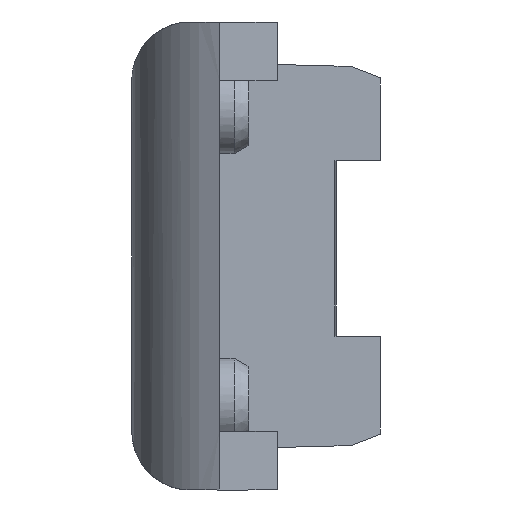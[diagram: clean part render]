
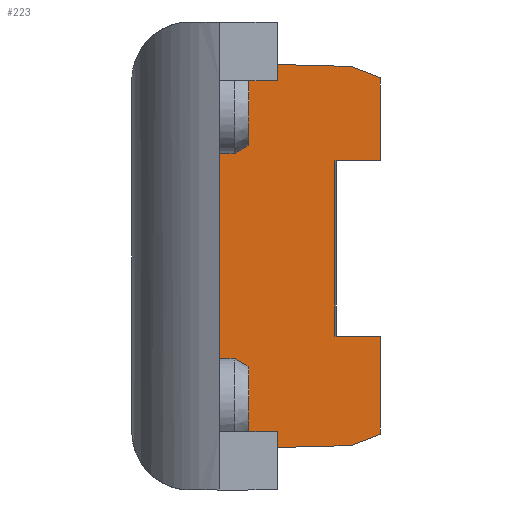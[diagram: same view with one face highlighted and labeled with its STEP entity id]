
A CAD part, left-side view. The second image highlights one B-rep face of the part: STEP entity #223.
In plain terms, the highlighted planar face has unit normal (-1, -0.026, 0).
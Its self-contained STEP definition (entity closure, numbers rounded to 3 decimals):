
#4 = LINE ( 'NONE', #639, #1974 ) ;
#28 = DIRECTION ( 'NONE',  ( 0., 0., -1. ) ) ;
#34 = CARTESIAN_POINT ( 'NONE',  ( -0.95, -3.951, 11.262 ) ) ;
#44 = CARTESIAN_POINT ( 'NONE',  ( -0.936, -4.5, 1.519 ) ) ;
#52 = CARTESIAN_POINT ( 'NONE',  ( -1.08, 1., 14. ) ) ;
#77 = CARTESIAN_POINT ( 'NONE',  ( -0.95, -3.951, 5.262 ) ) ;
#84 = CARTESIAN_POINT ( 'NONE',  ( -0.91, -5.5, 11.262 ) ) ;
#145 = LINE ( 'NONE', #1201, #175 ) ;
#175 = VECTOR ( 'NONE', #1325, 1000. ) ;
#223 = ADVANCED_FACE ( 'NONE', ( #634 ), #1642, .T. ) ;
#416 = EDGE_CURVE ( 'NONE', #957, #1028, #648, .T. ) ;
#452 = EDGE_CURVE ( 'NONE', #1909, #1867, #1954, .T. ) ;
#453 = EDGE_CURVE ( 'NONE', #623, #942, #790, .T. ) ;
#462 = EDGE_CURVE ( 'NONE', #942, #1887, #1904, .T. ) ;
#475 = EDGE_CURVE ( 'NONE', #957, #933, #1943, .T. ) ;
#522 = EDGE_CURVE ( 'NONE', #1919, #623, #1898, .T. ) ;
#528 = CARTESIAN_POINT ( 'NONE',  ( -0.95, -3.951, 14.625 ) ) ;
#536 = ORIENTED_EDGE ( 'NONE', *, *, #462, .T. ) ;
#556 = CARTESIAN_POINT ( 'NONE',  ( -1.08, 1., 1.375 ) ) ;
#613 = ORIENTED_EDGE ( 'NONE', *, *, #1039, .T. ) ;
#623 = VERTEX_POINT ( 'NONE', #656 ) ;
#630 = DIRECTION ( 'NONE',  ( -0.026, 0.999, -0.026 ) ) ;
#634 = FACE_OUTER_BOUND ( 'NONE', #1571, .T. ) ;
#639 = CARTESIAN_POINT ( 'NONE',  ( -0.936, -4.5, 1.519 ) ) ;
#648 = LINE ( 'NONE', #1192, #791 ) ;
#656 = CARTESIAN_POINT ( 'NONE',  ( -0.91, -5.5, 1.913 ) ) ;
#680 = ORIENTED_EDGE ( 'NONE', *, *, #1912, .T. ) ;
#728 = DIRECTION ( 'NONE',  ( 0.024, -0.93, 0.366 ) ) ;
#745 = CARTESIAN_POINT ( 'NONE',  ( -0.936, -4.5, 1.519 ) ) ;
#751 = VECTOR ( 'NONE', #899, 1000. ) ;
#776 = CARTESIAN_POINT ( 'NONE',  ( -0.91, -5.5, 14.087 ) ) ;
#790 = LINE ( 'NONE', #889, #1240 ) ;
#791 = VECTOR ( 'NONE', #1166, 1000. ) ;
#813 = DIRECTION ( 'NONE',  ( 0.024, -0.93, -0.366 ) ) ;
#840 = CARTESIAN_POINT ( 'NONE',  ( -0.936, -4.5, 14.481 ) ) ;
#841 = AXIS2_PLACEMENT_3D ( 'NONE', #1648, #1659, #1641 ) ;
#860 = DIRECTION ( 'NONE',  ( -0.026, 1., 0. ) ) ;
#863 = CARTESIAN_POINT ( 'NONE',  ( -0.91, -5.5, 5.262 ) ) ;
#881 = ORIENTED_EDGE ( 'NONE', *, *, #416, .T. ) ;
#882 = DIRECTION ( 'NONE',  ( 0., 0., 1. ) ) ;
#889 = CARTESIAN_POINT ( 'NONE',  ( -0.91, -5.5, 14.625 ) ) ;
#890 = CARTESIAN_POINT ( 'NONE',  ( -0.936, -4.5, 14.481 ) ) ;
#899 = DIRECTION ( 'NONE',  ( 0.026, -1., 0. ) ) ;
#909 = CARTESIAN_POINT ( 'NONE',  ( -0.91, -5.5, 5.262 ) ) ;
#933 = VERTEX_POINT ( 'NONE', #776 ) ;
#942 = VERTEX_POINT ( 'NONE', #909 ) ;
#957 = VERTEX_POINT ( 'NONE', #890 ) ;
#1003 = CARTESIAN_POINT ( 'NONE',  ( -0.95, -3.951, 11.262 ) ) ;
#1028 = VERTEX_POINT ( 'NONE', #1331 ) ;
#1039 = EDGE_CURVE ( 'NONE', #1887, #1909, #1858, .T. ) ;
#1153 = EDGE_CURVE ( 'NONE', #1919, #1260, #4, .T. ) ;
#1166 = DIRECTION ( 'NONE',  ( -0.026, 0.999, 0.026 ) ) ;
#1192 = CARTESIAN_POINT ( 'NONE',  ( -0.936, -4.5, 14.481 ) ) ;
#1201 = CARTESIAN_POINT ( 'NONE',  ( -0.91, -5.5, 14.625 ) ) ;
#1240 = VECTOR ( 'NONE', #882, 1000. ) ;
#1260 = VERTEX_POINT ( 'NONE', #556 ) ;
#1325 = DIRECTION ( 'NONE',  ( 0., 0., 1. ) ) ;
#1331 = CARTESIAN_POINT ( 'NONE',  ( -1.08, 1., 14.625 ) ) ;
#1349 = VECTOR ( 'NONE', #860, 1000. ) ;
#1522 = ORIENTED_EDGE ( 'NONE', *, *, #452, .T. ) ;
#1558 = DIRECTION ( 'NONE',  ( 0., 0., 1. ) ) ;
#1571 = EDGE_LOOP ( 'NONE', ( #1789, #1959, #1826, #536, #613, #1522, #2000, #1913, #881, #680 ) ) ;
#1605 = LINE ( 'NONE', #52, #2116 ) ;
#1641 = DIRECTION ( 'NONE',  ( 0.026, -1., 0. ) ) ;
#1642 = PLANE ( 'NONE',  #841 ) ;
#1648 = CARTESIAN_POINT ( 'NONE',  ( -1.08, 1., 14.625 ) ) ;
#1659 = DIRECTION ( 'NONE',  ( -1., -0.026, 0. ) ) ;
#1789 = ORIENTED_EDGE ( 'NONE', *, *, #1153, .F. ) ;
#1826 = ORIENTED_EDGE ( 'NONE', *, *, #453, .T. ) ;
#1858 = LINE ( 'NONE', #528, #1936 ) ;
#1867 = VERTEX_POINT ( 'NONE', #84 ) ;
#1887 = VERTEX_POINT ( 'NONE', #77 ) ;
#1895 = VECTOR ( 'NONE', #728, 1000. ) ;
#1898 = LINE ( 'NONE', #745, #1895 ) ;
#1904 = LINE ( 'NONE', #863, #1349 ) ;
#1909 = VERTEX_POINT ( 'NONE', #34 ) ;
#1912 = EDGE_CURVE ( 'NONE', #1028, #1260, #1605, .T. ) ;
#1913 = ORIENTED_EDGE ( 'NONE', *, *, #475, .F. ) ;
#1919 = VERTEX_POINT ( 'NONE', #44 ) ;
#1934 = VECTOR ( 'NONE', #813, 1000. ) ;
#1936 = VECTOR ( 'NONE', #1558, 1000. ) ;
#1943 = LINE ( 'NONE', #840, #1934 ) ;
#1954 = LINE ( 'NONE', #1003, #751 ) ;
#1959 = ORIENTED_EDGE ( 'NONE', *, *, #522, .T. ) ;
#1974 = VECTOR ( 'NONE', #630, 1000. ) ;
#2000 = ORIENTED_EDGE ( 'NONE', *, *, #2155, .T. ) ;
#2116 = VECTOR ( 'NONE', #28, 1000. ) ;
#2155 = EDGE_CURVE ( 'NONE', #1867, #933, #145, .T. ) ;
